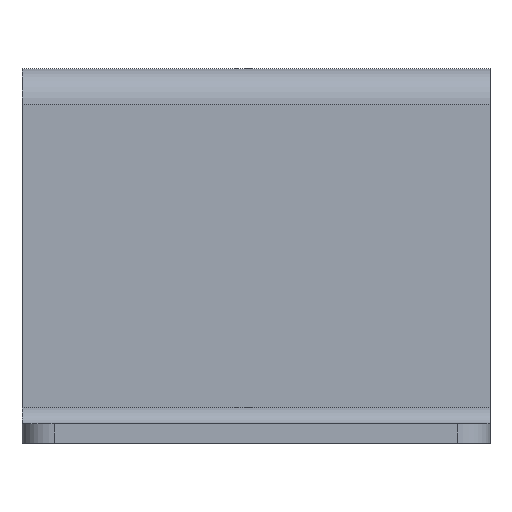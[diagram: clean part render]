
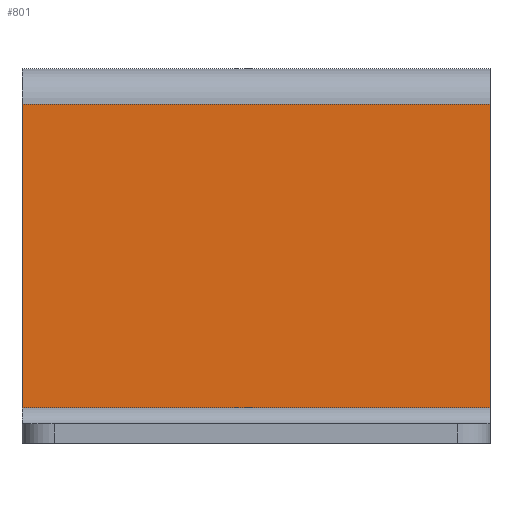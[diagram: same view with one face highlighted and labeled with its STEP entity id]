
A CAD part, front view. The second image highlights one B-rep face of the part: STEP entity #801.
In plain terms, the highlighted planar face has unit normal (0, -1, 0).
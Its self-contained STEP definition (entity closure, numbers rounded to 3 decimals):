
#216=ORIENTED_EDGE('',*,*,#372,.F.);
#217=ORIENTED_EDGE('',*,*,#374,.T.);
#218=ORIENTED_EDGE('',*,*,#368,.T.);
#219=ORIENTED_EDGE('',*,*,#365,.F.);
#365=EDGE_CURVE('',#450,#451,#518,.T.);
#368=EDGE_CURVE('',#452,#451,#520,.T.);
#372=EDGE_CURVE('',#455,#450,#524,.T.);
#374=EDGE_CURVE('',#455,#452,#526,.T.);
#450=VERTEX_POINT('',#1307);
#451=VERTEX_POINT('',#1311);
#452=VERTEX_POINT('',#1317);
#455=VERTEX_POINT('',#1324);
#518=LINE('',#1310,#598);
#520=LINE('',#1316,#600);
#524=LINE('',#1325,#604);
#526=LINE('',#1328,#606);
#598=VECTOR('',#1069,1000.);
#600=VECTOR('',#1077,1000.);
#604=VECTOR('',#1083,1000.);
#606=VECTOR('',#1087,1000.);
#663=EDGE_LOOP('',(#216,#217,#218,#219));
#717=FACE_BOUND('',#663,.T.);
#755=PLANE('',#888);
#801=ADVANCED_FACE('',(#717),#755,.F.);
#888=AXIS2_PLACEMENT_3D('',#1327,#1085,#1086);
#1069=DIRECTION('',(-1.,0.,0.));
#1077=DIRECTION('',(0.,0.,-1.));
#1083=DIRECTION('',(0.,0.,-1.));
#1085=DIRECTION('',(0.,1.,0.));
#1086=DIRECTION('',(0.,0.,1.));
#1087=DIRECTION('',(-1.,0.,0.));
#1307=CARTESIAN_POINT('',(7.25,3.3,0.7));
#1310=CARTESIAN_POINT('',(7.5,3.3,0.7));
#1311=CARTESIAN_POINT('',(-7.25,3.3,0.7));
#1316=CARTESIAN_POINT('',(-7.25,3.3,11.4));
#1317=CARTESIAN_POINT('',(-7.25,3.3,10.1));
#1324=CARTESIAN_POINT('',(7.25,3.3,10.1));
#1325=CARTESIAN_POINT('',(7.25,3.3,11.4));
#1327=CARTESIAN_POINT('',(0.,3.3,0.));
#1328=CARTESIAN_POINT('',(7.5,3.3,10.1));
